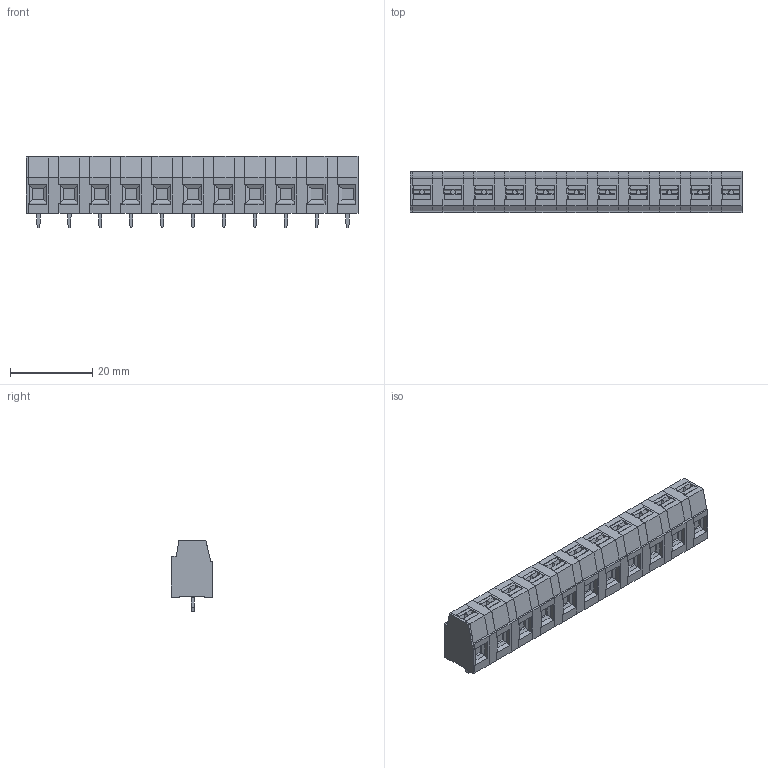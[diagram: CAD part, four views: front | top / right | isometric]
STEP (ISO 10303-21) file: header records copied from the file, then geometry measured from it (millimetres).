
FILE_DESCRIPTION(('CATIA V5 STEP Exchange','CAx-IF Rec.Pracs.--- Model Styling and Organization---1.4--- 2014-01-23'),'2;1');
FILE_NAME ('D1528368_0_2787660000_2787660000.stp','2022-04-25T08:00:36+00:00',('none'),('Weidmueller'),'CATIA Version 5-6 Release 2016 SP3 HF44','CATIA V5 STEP AP214','none');
FILE_SCHEMA(('AUTOMOTIVE_DESIGN { 1 0 10303 214 1 1 1 1 }'));
Length unit declared in the file: millimetre
Products named in the file (1): 2787660000
Bounding box: 80.5 x 10 x 17.3 mm (x, y, z)
Volume: 9712.3 mm3; surface area: 10546.1 mm2
Topology: 44 solids, 67 shells, 1417 faces, 3947 edges, 2659 vertices
Faces by surface type: plane 1329, cylinder 76, cone 12
Entity records: 41720 total; most frequent: CARTESIAN_POINT 8947, ORIENTED_EDGE 7894, DIRECTION 4912, EDGE_CURVE 3947, VECTOR 3494, LINE 3494, VERTEX_POINT 2659, EDGE_LOOP 1434
